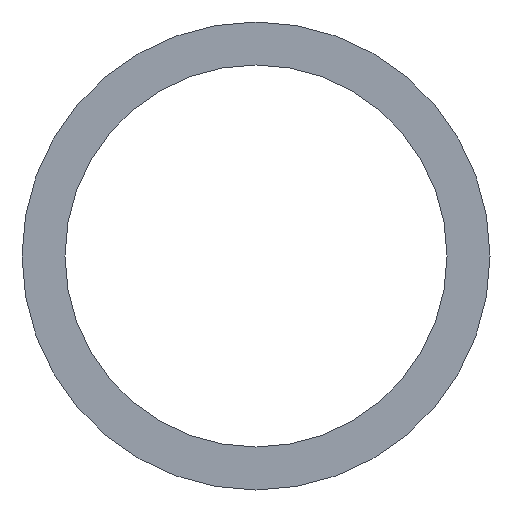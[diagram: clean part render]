
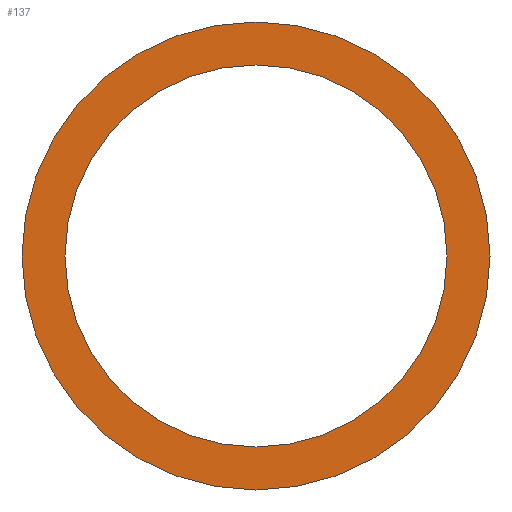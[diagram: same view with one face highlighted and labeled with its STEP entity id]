
A CAD part, left-side view. The second image highlights one B-rep face of the part: STEP entity #137.
In plain terms, the highlighted planar face has unit normal (-1, 0, 0).
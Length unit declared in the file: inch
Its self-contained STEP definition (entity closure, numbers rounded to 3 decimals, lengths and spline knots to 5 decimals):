
#1 = CARTESIAN_POINT ( 'NONE',  ( 0., 0., 0. ) ) ;
#2 = DIRECTION ( 'NONE',  ( -1., 0., 0. ) ) ;
#3 = DIRECTION ( 'NONE',  ( 0., 0., 1. ) ) ;
#7 = ORIENTED_EDGE ( 'NONE', *, *, #155, .F. ) ;
#16 = EDGE_LOOP ( 'NONE', ( #139, #136 ) ) ;
#19 = EDGE_CURVE ( 'NONE', #153, #34, #115, .T. ) ;
#34 = VERTEX_POINT ( 'NONE', #94 ) ;
#37 = VERTEX_POINT ( 'NONE', #89 ) ;
#50 = AXIS2_PLACEMENT_3D ( 'NONE', #1, #2, #3 ) ;
#51 = CIRCLE ( 'NONE', #50, 0.4 ) ;
#52 = CARTESIAN_POINT ( 'NONE',  ( 0., 0., 0.49 ) ) ;
#59 = DIRECTION ( 'NONE',  ( 0., 0., 1. ) ) ;
#60 = DIRECTION ( 'NONE',  ( -1., 0., 0. ) ) ;
#61 = CARTESIAN_POINT ( 'NONE',  ( 0., 0., 0. ) ) ;
#62 = AXIS2_PLACEMENT_3D ( 'NONE', #61, #60, #59 ) ;
#63 = CIRCLE ( 'NONE', #62, 0.4 ) ;
#64 = DIRECTION ( 'NONE',  ( 0., 0., 1. ) ) ;
#65 = DIRECTION ( 'NONE',  ( -1., 0., 0. ) ) ;
#66 = CARTESIAN_POINT ( 'NONE',  ( 0., -0.4, 0. ) ) ;
#67 = AXIS2_PLACEMENT_3D ( 'NONE', #66, #65, #64 ) ;
#68 = PLANE ( 'NONE',  #67 ) ;
#69 = FACE_BOUND ( 'NONE', #133, .T. ) ;
#70 = FACE_OUTER_BOUND ( 'NONE', #16, .T. ) ;
#71 = DIRECTION ( 'NONE',  ( 0., 0., 1. ) ) ;
#72 = DIRECTION ( 'NONE',  ( -1., 0., 0. ) ) ;
#73 = CARTESIAN_POINT ( 'NONE',  ( 0., 0., 0. ) ) ;
#74 = AXIS2_PLACEMENT_3D ( 'NONE', #73, #72, #71 ) ;
#75 = CIRCLE ( 'NONE', #74, 0.49 ) ;
#89 = CARTESIAN_POINT ( 'NONE',  ( 0., 0., 0.4 ) ) ;
#94 = CARTESIAN_POINT ( 'NONE',  ( 0., 0., -0.49 ) ) ;
#112 = DIRECTION ( 'NONE',  ( -1., 0., 0. ) ) ;
#113 = CARTESIAN_POINT ( 'NONE',  ( 0., 0., 0. ) ) ;
#114 = AXIS2_PLACEMENT_3D ( 'NONE', #113, #112, #151 ) ;
#115 = CIRCLE ( 'NONE', #114, 0.49 ) ;
#133 = EDGE_LOOP ( 'NONE', ( #135, #7 ) ) ;
#134 = EDGE_CURVE ( 'NONE', #34, #153, #75, .T. ) ;
#135 = ORIENTED_EDGE ( 'NONE', *, *, #138, .F. ) ;
#136 = ORIENTED_EDGE ( 'NONE', *, *, #134, .T. ) ;
#137 = ADVANCED_FACE ( 'NONE', ( #70, #69 ), #68, .T. ) ;
#138 = EDGE_CURVE ( 'NONE', #37, #157, #63, .T. ) ;
#139 = ORIENTED_EDGE ( 'NONE', *, *, #19, .T. ) ;
#151 = DIRECTION ( 'NONE',  ( 0., 0., 1. ) ) ;
#153 = VERTEX_POINT ( 'NONE', #52 ) ;
#155 = EDGE_CURVE ( 'NONE', #157, #37, #51, .T. ) ;
#157 = VERTEX_POINT ( 'NONE', #178 ) ;
#178 = CARTESIAN_POINT ( 'NONE',  ( 0., 0., -0.4 ) ) ;
